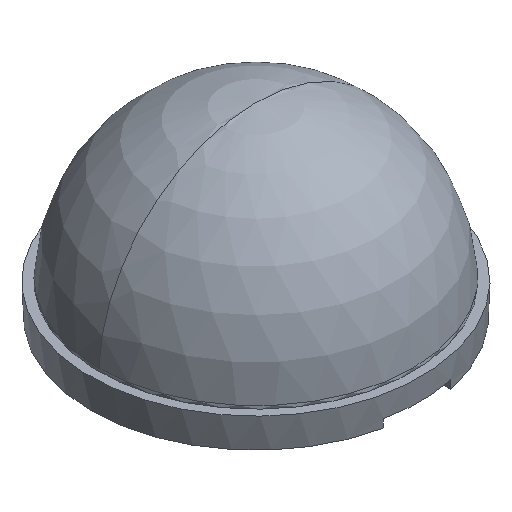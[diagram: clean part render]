
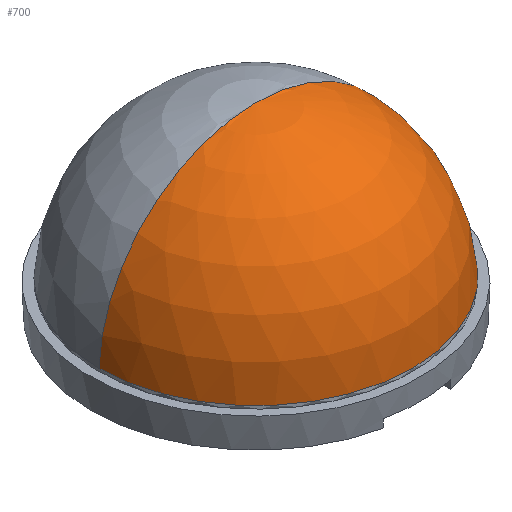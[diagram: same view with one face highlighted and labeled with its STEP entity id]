
A CAD part, isometric view. The second image highlights one B-rep face of the part: STEP entity #700.
In plain terms, the highlighted spherical face has radius 9.34 mm.
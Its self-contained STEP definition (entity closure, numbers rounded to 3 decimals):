
#2=CARTESIAN_POINT('',(0.,0.,0.1));
#3=DIRECTION('',(0.,1.,0.));
#4=DIRECTION('',(0.,0.,1.));
#5=AXIS2_PLACEMENT_3D('',#2,#3,#4);
#7=CARTESIAN_POINT('',(0.,0.,0.1));
#8=DIRECTION('',(0.,-1.,0.));
#9=DIRECTION('',(0.,0.,1.));
#10=AXIS2_PLACEMENT_3D('',#7,#8,#9);
#42=CARTESIAN_POINT('',(0.,0.,0.426));
#43=DIRECTION('',(0.,0.,-1.));
#44=DIRECTION('',(1.,0.,0.));
#45=AXIS2_PLACEMENT_3D('',#42,#43,#44);
#601=CARTESIAN_POINT('',(0.,0.,9.44));
#602=CARTESIAN_POINT('',(9.334,0.,0.426));
#603=VERTEX_POINT('',#601);
#604=VERTEX_POINT('',#602);
#609=CARTESIAN_POINT('',(-9.334,0.,0.426));
#610=VERTEX_POINT('',#609);
#687=CARTESIAN_POINT('',(0.,0.,0.1));
#688=DIRECTION('',(0.,0.,-1.));
#689=DIRECTION('',(1.,0.,0.));
#690=AXIS2_PLACEMENT_3D('',#687,#688,#689);
#691=SPHERICAL_SURFACE('',#690,9.34);
#693=ORIENTED_EDGE('',*,*,#692,.T.);
#695=ORIENTED_EDGE('',*,*,#694,.T.);
#697=ORIENTED_EDGE('',*,*,#696,.F.);
#698=EDGE_LOOP('',(#693,#695,#697));
#699=FACE_OUTER_BOUND('',#698,.F.);
#700=ADVANCED_FACE('',(#699),#691,.T.);
#6=CIRCLE('',#5,9.34);
#11=CIRCLE('',#10,9.34);
#46=CIRCLE('',#45,9.334);
#692=EDGE_CURVE('',#603,#604,#6,.T.);
#694=EDGE_CURVE('',#604,#610,#46,.T.);
#696=EDGE_CURVE('',#603,#610,#11,.T.);
